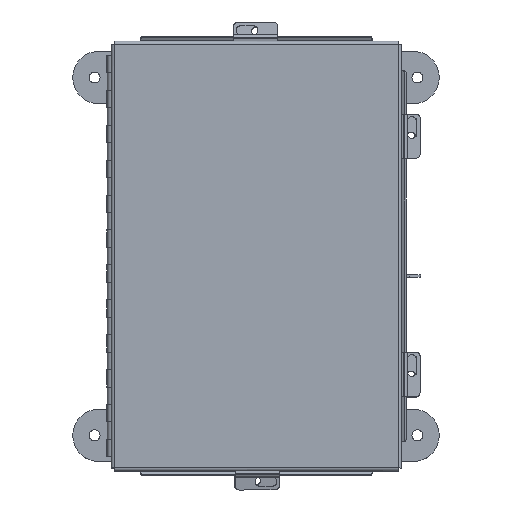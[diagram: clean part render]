
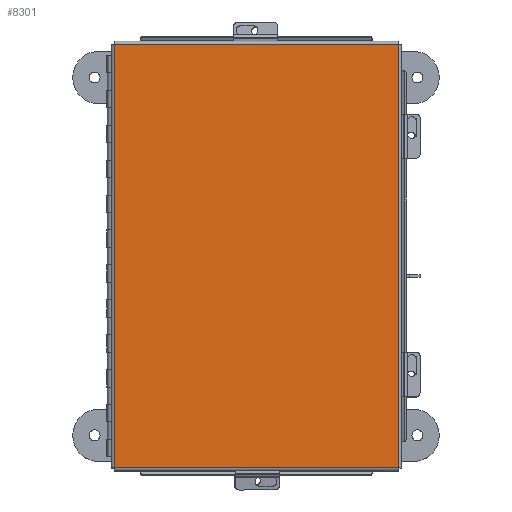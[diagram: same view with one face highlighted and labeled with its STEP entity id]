
A CAD part, top view. The second image highlights one B-rep face of the part: STEP entity #8301.
In plain terms, the highlighted face is planar.
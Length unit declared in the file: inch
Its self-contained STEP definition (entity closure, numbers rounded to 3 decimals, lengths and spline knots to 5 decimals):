
#245 = CARTESIAN_POINT ( 'NONE',  ( -4.06855, -6.07448, -0.0747 ) ) ;
#285 = ORIENTED_EDGE ( 'NONE', *, *, #9685, .T. ) ;
#836 = DIRECTION ( 'NONE',  ( 1., 0., 0. ) ) ;
#1023 = AXIS2_PLACEMENT_3D ( 'NONE', #7600, #10002, #2823 ) ;
#1255 = VERTEX_POINT ( 'NONE', #7269 ) ;
#2385 = FACE_OUTER_BOUND ( 'NONE', #13985, .T. ) ;
#2473 = ORIENTED_EDGE ( 'NONE', *, *, #12349, .T. ) ;
#2554 = LINE ( 'NONE', #6774, #8917 ) ;
#2823 = DIRECTION ( 'NONE',  ( -1., 0., 0. ) ) ;
#3262 = ORIENTED_EDGE ( 'NONE', *, *, #9743, .T. ) ;
#5291 = VERTEX_POINT ( 'NONE', #9880 ) ;
#5550 = VECTOR ( 'NONE', #9775, 39.37008 ) ;
#6393 = PLANE ( 'NONE',  #1023 ) ;
#6471 = ORIENTED_EDGE ( 'NONE', *, *, #9974, .T. ) ;
#6489 = LINE ( 'NONE', #10242, #12533 ) ;
#6774 = CARTESIAN_POINT ( 'NONE',  ( -4.07448, 6.06855, -0.0747 ) ) ;
#7269 = CARTESIAN_POINT ( 'NONE',  ( 4.06855, 6.06855, -0.0747 ) ) ;
#7403 = DIRECTION ( 'NONE',  ( 0., -1., 0. ) ) ;
#7600 = CARTESIAN_POINT ( 'NONE',  ( 0., 0., -0.0747 ) ) ;
#8301 = ADVANCED_FACE ( 'NONE', ( #2385 ), #6393, .T. ) ;
#8320 = VERTEX_POINT ( 'NONE', #8741 ) ;
#8510 = CARTESIAN_POINT ( 'NONE',  ( 4.06855, 6.07448, -0.0747 ) ) ;
#8741 = CARTESIAN_POINT ( 'NONE',  ( 4.06855, -6.06855, -0.0747 ) ) ;
#8845 = LINE ( 'NONE', #8510, #14864 ) ;
#8917 = VECTOR ( 'NONE', #836, 39.37008 ) ;
#9685 = EDGE_CURVE ( 'NONE', #8320, #14527, #6489, .T. ) ;
#9743 = EDGE_CURVE ( 'NONE', #5291, #1255, #2554, .T. ) ;
#9775 = DIRECTION ( 'NONE',  ( 0., 1., 0. ) ) ;
#9880 = CARTESIAN_POINT ( 'NONE',  ( -4.06855, 6.06855, -0.0747 ) ) ;
#9974 = EDGE_CURVE ( 'NONE', #14527, #5291, #15534, .T. ) ;
#10002 = DIRECTION ( 'NONE',  ( 0., 0., -1. ) ) ;
#10242 = CARTESIAN_POINT ( 'NONE',  ( 4.07448, -6.06855, -0.0747 ) ) ;
#10633 = CARTESIAN_POINT ( 'NONE',  ( -4.06855, -6.06855, -0.0747 ) ) ;
#11469 = DIRECTION ( 'NONE',  ( -1., 0., 0. ) ) ;
#12349 = EDGE_CURVE ( 'NONE', #1255, #8320, #8845, .T. ) ;
#12533 = VECTOR ( 'NONE', #11469, 39.37008 ) ;
#13985 = EDGE_LOOP ( 'NONE', ( #3262, #2473, #285, #6471 ) ) ;
#14527 = VERTEX_POINT ( 'NONE', #10633 ) ;
#14864 = VECTOR ( 'NONE', #7403, 39.37008 ) ;
#15534 = LINE ( 'NONE', #245, #5550 ) ;
